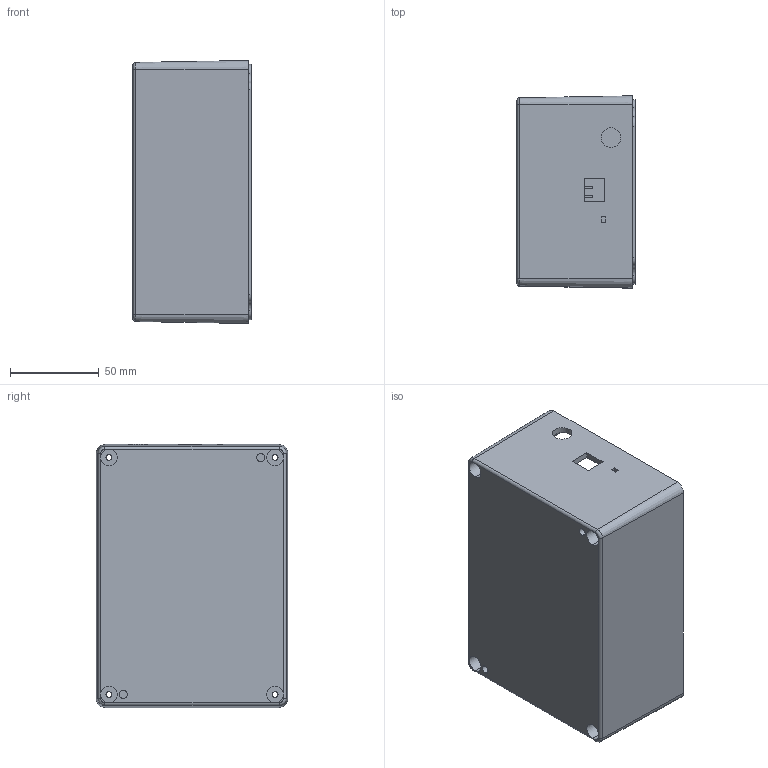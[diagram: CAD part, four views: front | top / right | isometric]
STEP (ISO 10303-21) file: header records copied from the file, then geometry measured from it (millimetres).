
FILE_DESCRIPTION(('FreeCAD Model'),'2;1');
FILE_NAME('AN05B.step','2017-04-03T11:47:19',('Author'),(''), 'Open CASCADE STEP processor 6.8','FreeCAD','Unknown');
FILE_SCHEMA(('AUTOMOTIVE_DESIGN_CC2 { 1 2 10303 214 -1 1 5 4 }'));
Length unit declared in the file: millimetre
Products named in the file (2): ASSEMBLY; AN-05B_-_USB-B,_power_jack,_reset_button_holes
Assembly tree (1 placements, depth 2):
  ASSEMBLY
    AN-05B_-_USB-B,_power_jack,_reset_button_holes
Bounding box: 66.5 x 108 x 148 mm (x, y, z)
Volume: 159640.5 mm3; surface area: 101567.6 mm2
Topology: 1 solids, 1 shells, 248 faces, 683 edges, 444 vertices
Faces by surface type: plane 119, cylinder 87, cone 28, torus 14
Full cylindrical faces by diameter (mm): 11.101 x1
Entity records: 29542 total; most frequent: CARTESIAN_POINT 17137, DIRECTION 1992, ORIENTED_EDGE 1366, PCURVE 1366, DEFINITIONAL_REPRESENTATION 1366, LINE 1029, VECTOR 1029, EDGE_CURVE 683
